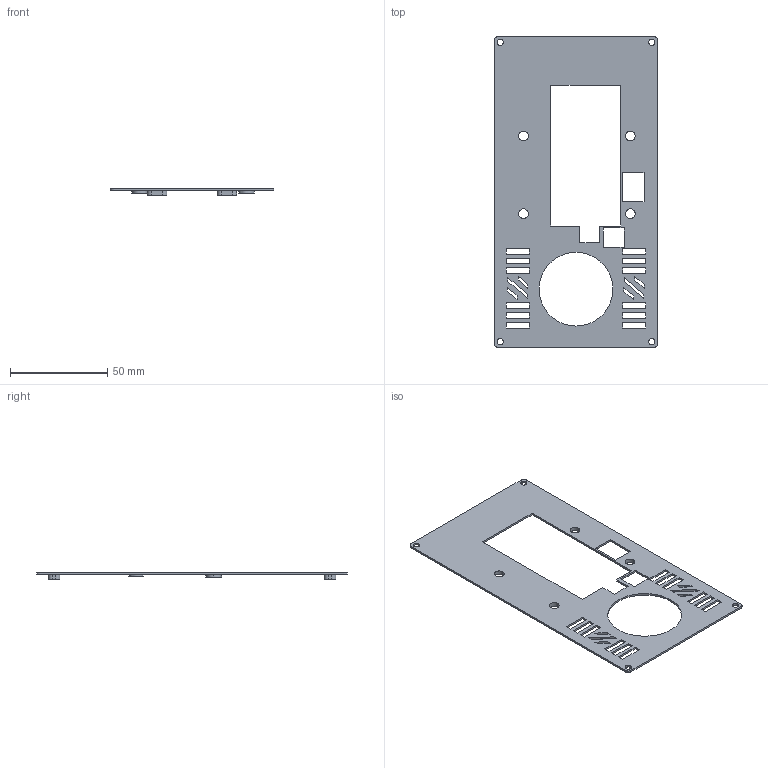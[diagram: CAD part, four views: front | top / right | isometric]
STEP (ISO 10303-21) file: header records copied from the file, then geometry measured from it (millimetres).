
FILE_DESCRIPTION (( 'STEP AP214' ), '1' );
FILE_NAME ('ºó¸Ç-voron.STEP', '2025-08-22T02:01:37', ( '' ), ( '' ), 'SwSTEP 2.0', 'SolidWorks 2018', '' );
FILE_SCHEMA (( 'AUTOMOTIVE_DESIGN' ));
Length unit declared in the file: millimetre
Products named in the file (1): 綴裔-voron
Bounding box: 84 x 160 x 3.5 mm (x, y, z)
Volume: 9401.7 mm3; surface area: 19414.5 mm2
Topology: 1 solids, 1 shells, 164 faces, 462 edges, 308 vertices
Faces by surface type: plane 118, cylinder 46
Entity records: 5432 total; most frequent: CARTESIAN_POINT 935, ORIENTED_EDGE 924, DIRECTION 884, EDGE_CURVE 462, VECTOR 370, LINE 370, VERTEX_POINT 308, AXIS2_PLACEMENT_3D 257
